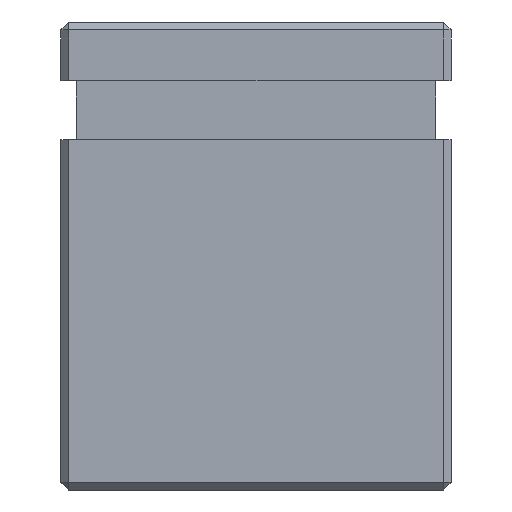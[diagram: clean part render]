
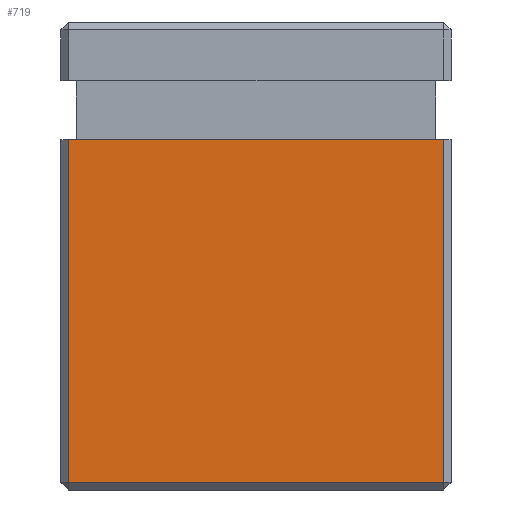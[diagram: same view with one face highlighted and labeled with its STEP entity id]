
A CAD part, left-side view. The second image highlights one B-rep face of the part: STEP entity #719.
In plain terms, the highlighted planar face has unit normal (-1, 0, 0).
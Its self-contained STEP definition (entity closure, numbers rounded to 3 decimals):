
#45=FACE_OUTER_BOUND('',#90,.T.);
#90=EDGE_LOOP('',(#555,#556,#557,#558));
#166=LINE('',#1098,#262);
#170=LINE('',#1105,#266);
#175=LINE('',#1116,#271);
#177=LINE('',#1119,#273);
#262=VECTOR('',#901,10.);
#266=VECTOR('',#907,10.);
#271=VECTOR('',#916,10.);
#273=VECTOR('',#920,10.);
#324=VERTEX_POINT('',#1056);
#330=VERTEX_POINT('',#1073);
#337=VERTEX_POINT('',#1101);
#342=VERTEX_POINT('',#1114);
#414=EDGE_CURVE('',#324,#330,#166,.T.);
#418=EDGE_CURVE('',#330,#337,#170,.T.);
#423=EDGE_CURVE('',#342,#324,#175,.T.);
#425=EDGE_CURVE('',#342,#337,#177,.T.);
#555=ORIENTED_EDGE('',*,*,#418,.F.);
#556=ORIENTED_EDGE('',*,*,#414,.F.);
#557=ORIENTED_EDGE('',*,*,#423,.F.);
#558=ORIENTED_EDGE('',*,*,#425,.T.);
#674=PLANE('',#778);
#719=ADVANCED_FACE('',(#45),#674,.T.);
#778=AXIS2_PLACEMENT_3D('',#1118,#918,#919);
#901=DIRECTION('',(0.,1.,0.));
#907=DIRECTION('',(0.,0.,1.));
#916=DIRECTION('',(0.,0.,-1.));
#918=DIRECTION('center_axis',(-1.,0.,0.));
#919=DIRECTION('ref_axis',(0.,-1.,0.));
#920=DIRECTION('',(0.,1.,0.));
#1056=CARTESIAN_POINT('',(-1.2,-3.69,2.7));
#1073=CARTESIAN_POINT('',(-1.2,1.09,2.7));
#1098=CARTESIAN_POINT('',(-1.2,-0.055,2.7));
#1101=CARTESIAN_POINT('',(-1.2,1.09,7.07));
#1105=CARTESIAN_POINT('',(-1.2,1.09,2.6));
#1114=CARTESIAN_POINT('',(-1.2,-3.69,7.07));
#1116=CARTESIAN_POINT('',(-1.2,-3.69,2.6));
#1118=CARTESIAN_POINT('Origin',(-1.2,1.19,2.6));
#1119=CARTESIAN_POINT('',(-1.2,-1.2,7.07));
